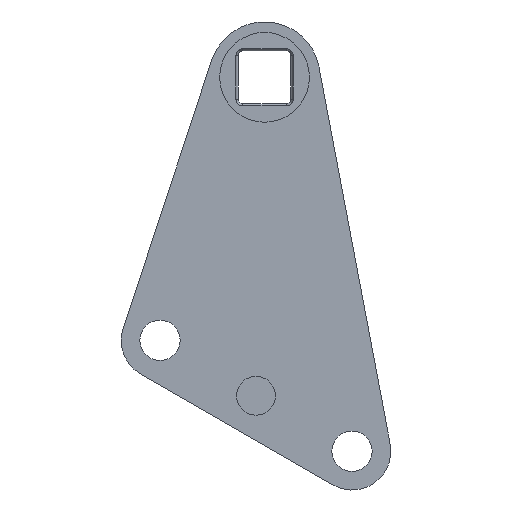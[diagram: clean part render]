
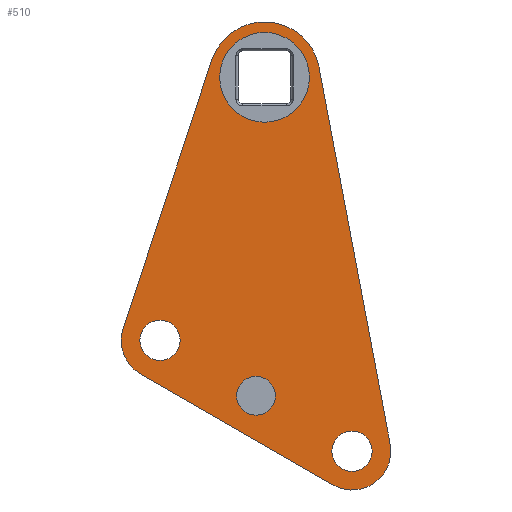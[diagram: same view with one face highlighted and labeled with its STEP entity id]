
A CAD part, front view. The second image highlights one B-rep face of the part: STEP entity #510.
In plain terms, the highlighted planar face has unit normal (0, -1, 0).
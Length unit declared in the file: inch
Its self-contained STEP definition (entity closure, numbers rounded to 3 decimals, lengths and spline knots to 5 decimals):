
#19=FACE_BOUND('',#102,.T.);
#20=FACE_BOUND('',#103,.T.);
#21=FACE_BOUND('',#104,.T.);
#22=FACE_BOUND('',#105,.T.);
#37=PLANE('',#572);
#67=FACE_OUTER_BOUND('',#101,.T.);
#101=EDGE_LOOP('',(#456,#457,#458,#459,#460,#461));
#102=EDGE_LOOP('',(#462));
#103=EDGE_LOOP('',(#463));
#104=EDGE_LOOP('',(#464));
#105=EDGE_LOOP('',(#465));
#130=LINE('',#873,#166);
#135=LINE('',#887,#171);
#139=LINE('',#899,#175);
#166=VECTOR('',#693,0.3937);
#171=VECTOR('',#706,0.3937);
#175=VECTOR('',#718,0.3937);
#179=CIRCLE('',#515,0.0875);
#181=CIRCLE('',#519,0.2025);
#203=CIRCLE('',#555,0.091);
#205=CIRCLE('',#558,0.091);
#206=CIRCLE('',#561,0.175);
#208=CIRCLE('',#565,0.175);
#210=CIRCLE('',#569,0.25);
#213=VERTEX_POINT('',#735);
#215=VERTEX_POINT('',#742);
#241=VERTEX_POINT('',#861);
#243=VERTEX_POINT('',#867);
#244=VERTEX_POINT('',#871);
#245=VERTEX_POINT('',#872);
#248=VERTEX_POINT('',#880);
#250=VERTEX_POINT('',#886);
#252=VERTEX_POINT('',#892);
#254=VERTEX_POINT('',#898);
#258=EDGE_CURVE('',#213,#213,#179,.T.);
#261=EDGE_CURVE('',#215,#215,#181,.F.);
#304=EDGE_CURVE('',#241,#241,#203,.T.);
#307=EDGE_CURVE('',#243,#243,#205,.T.);
#308=EDGE_CURVE('',#244,#245,#130,.T.);
#312=EDGE_CURVE('',#248,#245,#206,.T.);
#315=EDGE_CURVE('',#248,#250,#135,.T.);
#318=EDGE_CURVE('',#252,#250,#208,.T.);
#321=EDGE_CURVE('',#254,#252,#139,.T.);
#324=EDGE_CURVE('',#244,#254,#210,.T.);
#456=ORIENTED_EDGE('',*,*,#324,.F.);
#457=ORIENTED_EDGE('',*,*,#308,.T.);
#458=ORIENTED_EDGE('',*,*,#312,.F.);
#459=ORIENTED_EDGE('',*,*,#315,.T.);
#460=ORIENTED_EDGE('',*,*,#318,.F.);
#461=ORIENTED_EDGE('',*,*,#321,.F.);
#462=ORIENTED_EDGE('',*,*,#258,.T.);
#463=ORIENTED_EDGE('',*,*,#261,.T.);
#464=ORIENTED_EDGE('',*,*,#307,.F.);
#465=ORIENTED_EDGE('',*,*,#304,.F.);
#510=ADVANCED_FACE('',(#67,#19,#20,#21,#22),#37,.F.);
#515=AXIS2_PLACEMENT_3D('',#737,#580,#581);
#519=AXIS2_PLACEMENT_3D('',#744,#589,#590);
#555=AXIS2_PLACEMENT_3D('',#863,#682,#683);
#558=AXIS2_PLACEMENT_3D('',#869,#689,#690);
#561=AXIS2_PLACEMENT_3D('',#881,#699,#700);
#565=AXIS2_PLACEMENT_3D('',#893,#711,#712);
#569=AXIS2_PLACEMENT_3D('',#904,#723,#724);
#572=AXIS2_PLACEMENT_3D('',#907,#729,#730);
#580=DIRECTION('center_axis',(0.,1.,0.));
#581=DIRECTION('ref_axis',(1.,0.,0.));
#589=DIRECTION('center_axis',(0.,-1.,0.));
#590=DIRECTION('ref_axis',(0.,0.,-1.));
#682=DIRECTION('center_axis',(0.,-1.,0.));
#683=DIRECTION('ref_axis',(1.,0.,0.));
#689=DIRECTION('center_axis',(0.,-1.,0.));
#690=DIRECTION('ref_axis',(1.,0.,0.));
#693=DIRECTION('',(-0.314,0.,-0.949));
#699=DIRECTION('center_axis',(0.,1.,0.));
#700=DIRECTION('ref_axis',(1.,0.,0.));
#706=DIRECTION('',(0.866,0.,-0.5));
#711=DIRECTION('center_axis',(0.,1.,0.));
#712=DIRECTION('ref_axis',(1.,0.,0.));
#718=DIRECTION('',(0.185,0.,-0.983));
#723=DIRECTION('center_axis',(0.,1.,0.));
#724=DIRECTION('ref_axis',(1.,0.,0.));
#729=DIRECTION('center_axis',(0.,1.,0.));
#730=DIRECTION('ref_axis',(1.,0.,0.));
#735=CARTESIAN_POINT('',(-0.04215,0.,-1.40547));
#737=CARTESIAN_POINT('Origin',(0.04535,0.,-1.40547));
#742=CARTESIAN_POINT('',(0.08397,0.,0.23337));
#744=CARTESIAN_POINT('Origin',(0.08397,0.,0.03087));
#861=CARTESIAN_POINT('',(0.38736,0.,-1.65547));
#863=CARTESIAN_POINT('Origin',(0.47836,0.,-1.65547));
#867=CARTESIAN_POINT('',(-0.47866,0.,-1.15547));
#869=CARTESIAN_POINT('Origin',(-0.38766,0.,-1.15547));
#871=CARTESIAN_POINT('',(-0.15337,0.,0.10942));
#872=CARTESIAN_POINT('',(-0.5538,0.,-1.10048));
#873=CARTESIAN_POINT('',(-0.15337,0.,0.10942));
#880=CARTESIAN_POINT('',(-0.47516,0.,-1.30702));
#881=CARTESIAN_POINT('Origin',(-0.38766,0.,-1.15547));
#886=CARTESIAN_POINT('',(0.39086,0.,-1.80702));
#887=CARTESIAN_POINT('',(-0.47516,0.,-1.30702));
#892=CARTESIAN_POINT('',(0.65033,0.,-1.62303));
#893=CARTESIAN_POINT('Origin',(0.47836,0.,-1.65547));
#898=CARTESIAN_POINT('',(0.32964,0.,0.07721));
#899=CARTESIAN_POINT('',(0.32964,0.,0.07721));
#904=CARTESIAN_POINT('Origin',(0.08397,0.,
0.03087));
#907=CARTESIAN_POINT('Origin',(0.04535,0.,-0.7748));
